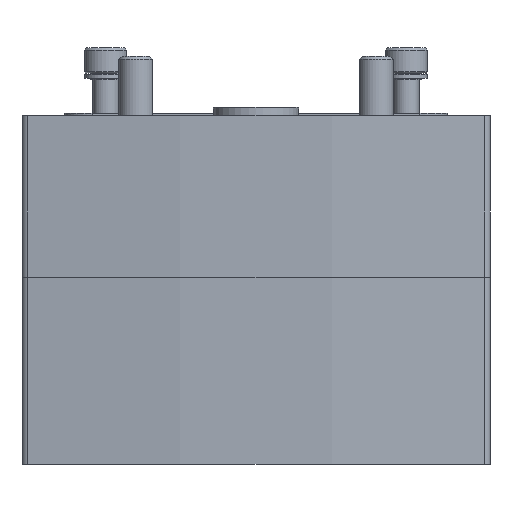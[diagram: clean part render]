
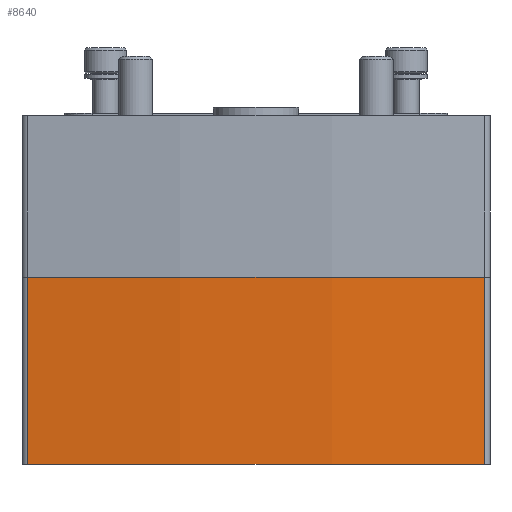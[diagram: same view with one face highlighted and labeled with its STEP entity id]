
A CAD part, front view. The second image highlights one B-rep face of the part: STEP entity #8640.
In plain terms, the highlighted cylindrical face has radius 385 mm (diameter 770 mm), a partial arc.
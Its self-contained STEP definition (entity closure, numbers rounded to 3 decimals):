
#563=CYLINDRICAL_SURFACE('',#9580,385.);
#879=LINE('',#14096,#1392);
#880=LINE('',#14100,#1393);
#1392=VECTOR('',#11431,1000.);
#1393=VECTOR('',#11436,1000.);
#2648=ORIENTED_EDGE('',*,*,#4545,.T.);
#2649=ORIENTED_EDGE('',*,*,#4546,.F.);
#2650=ORIENTED_EDGE('',*,*,#4519,.F.);
#2651=ORIENTED_EDGE('',*,*,#4544,.T.);
#4519=EDGE_CURVE('',#5584,#5585,#6329,.T.);
#4544=EDGE_CURVE('',#5584,#5599,#879,.T.);
#4545=EDGE_CURVE('',#5599,#5600,#6340,.T.);
#4546=EDGE_CURVE('',#5585,#5600,#880,.T.);
#5584=VERTEX_POINT('',#14045);
#5585=VERTEX_POINT('',#14047);
#5599=VERTEX_POINT('',#14095);
#5600=VERTEX_POINT('',#14099);
#6329=CIRCLE('',#9559,385.);
#6340=CIRCLE('',#9581,385.);
#6927=EDGE_LOOP('',(#2648,#2649,#2650,#2651));
#7709=FACE_BOUND('',#6927,.T.);
#8640=ADVANCED_FACE('',(#7709),#563,.T.);
#9559=AXIS2_PLACEMENT_3D('',#14046,#11375,#11376);
#9580=AXIS2_PLACEMENT_3D('',#14097,#11432,#11433);
#9581=AXIS2_PLACEMENT_3D('',#14098,#11434,#11435);
#11375=DIRECTION('',(0.,1.,0.));
#11376=DIRECTION('',(1.,0.,0.));
#11431=DIRECTION('',(0.,-1.,0.));
#11432=DIRECTION('',(0.,-1.,0.));
#11433=DIRECTION('',(0.,0.,-1.));
#11434=DIRECTION('',(0.,1.,0.));
#11435=DIRECTION('',(1.,0.,0.));
#11436=DIRECTION('',(0.,-1.,0.));
#14045=CARTESIAN_POINT('',(53.709,44.,-221.235));
#14046=CARTESIAN_POINT('',(0.,44.,160.));
#14047=CARTESIAN_POINT('',(-53.709,44.,-221.235));
#14095=CARTESIAN_POINT('',(53.709,0.,-221.235));
#14096=CARTESIAN_POINT('',(53.709,44.,-221.235));
#14097=CARTESIAN_POINT('',(0.,44.,160.));
#14098=CARTESIAN_POINT('',(0.,0.,160.));
#14099=CARTESIAN_POINT('',(-53.709,0.,-221.235));
#14100=CARTESIAN_POINT('',(-53.709,44.,-221.235));
